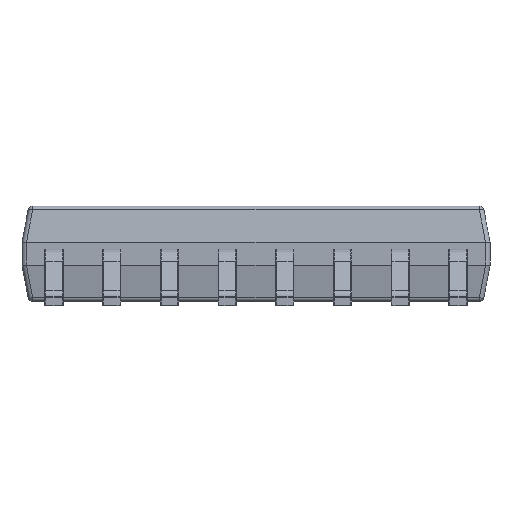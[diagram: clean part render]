
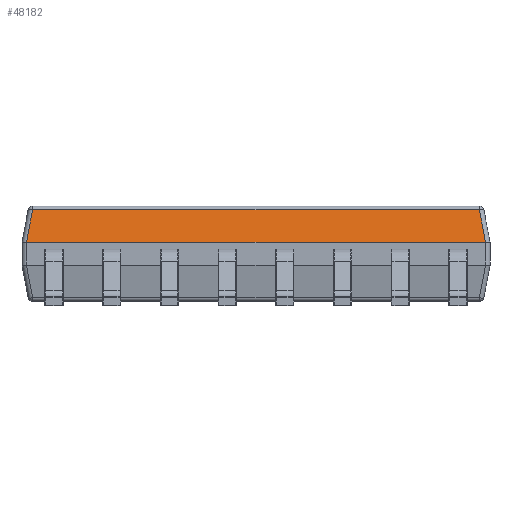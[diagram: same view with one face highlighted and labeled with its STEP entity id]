
A CAD part, front view. The second image highlights one B-rep face of the part: STEP entity #48182.
In plain terms, the highlighted planar face has unit normal (0, -0.983, 0.184).
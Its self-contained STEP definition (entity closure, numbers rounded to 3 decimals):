
#207 = CARTESIAN_POINT ( 'NONE',  ( 5.052, -2.3, 1.4 ) ) ;
#1918 = ORIENTED_EDGE ( 'NONE', *, *, #31678, .T. ) ;
#2108 = VERTEX_POINT ( 'NONE', #10705 ) ;
#2411 = FACE_OUTER_BOUND ( 'NONE', #2690, .T. ) ;
#2690 = EDGE_LOOP ( 'NONE', ( #36202, #1918, #41528, #14413, #47455, #38539 ) ) ;
#2996 = CARTESIAN_POINT ( 'NONE',  ( -5.051, -2.3, 1.4 ) ) ;
#3833 = CARTESIAN_POINT ( 'NONE',  ( -5.05, -2.3, 1.4 ) ) ;
#4336 =( BOUNDED_CURVE ( )  B_SPLINE_CURVE ( 3, ( #21481, #46162, #33536, #207 ),
 .UNSPECIFIED., .F., .F. ) 
 B_SPLINE_CURVE_WITH_KNOTS ( ( 4, 4 ),
 ( 0., 0.017 ),
 .UNSPECIFIED. ) 
 CURVE ( )  GEOMETRIC_REPRESENTATION_ITEM ( )  RATIONAL_B_SPLINE_CURVE ( ( 1., 1., 1., 1. ) ) 
 REPRESENTATION_ITEM ( '' )  );
#4779 = LINE ( 'NONE', #47663, #37642 ) ;
#6679 = PLANE ( 'NONE',  #54256 ) ;
#7731 = EDGE_CURVE ( 'NONE', #21434, #17951, #14589, .T. ) ;
#8261 =( BOUNDED_CURVE ( )  B_SPLINE_CURVE ( 3, ( #16729, #11983, #2996, #3833 ),
 .UNSPECIFIED., .F., .F. ) 
 B_SPLINE_CURVE_WITH_KNOTS ( ( 4, 4 ),
 ( 6.266, 6.283 ),
 .UNSPECIFIED. ) 
 CURVE ( )  GEOMETRIC_REPRESENTATION_ITEM ( )  RATIONAL_B_SPLINE_CURVE ( ( 1., 1., 1., 1. ) ) 
 REPRESENTATION_ITEM ( '' )  );
#10370 = CARTESIAN_POINT ( 'NONE',  ( -4.917, -2.165, 2.118 ) ) ;
#10379 = DIRECTION ( 'NONE',  ( -0.181, 0.181, 0.967 ) ) ;
#10585 = VERTEX_POINT ( 'NONE', #12004 ) ;
#10705 = CARTESIAN_POINT ( 'NONE',  ( -5.052, -2.3, 1.4 ) ) ;
#11893 = EDGE_CURVE ( 'NONE', #36768, #2108, #4779, .T. ) ;
#11983 = CARTESIAN_POINT ( 'NONE',  ( -5.051, -2.3, 1.4 ) ) ;
#12004 = CARTESIAN_POINT ( 'NONE',  ( 5.05, -2.3, 1.4 ) ) ;
#13454 = VECTOR ( 'NONE', #10379, 1000. ) ;
#14413 = ORIENTED_EDGE ( 'NONE', *, *, #40904, .T. ) ;
#14589 = LINE ( 'NONE', #27161, #13454 ) ;
#16064 = DIRECTION ( 'NONE',  ( -1., 0., 0. ) ) ;
#16729 = CARTESIAN_POINT ( 'NONE',  ( -5.052, -2.3, 1.4 ) ) ;
#16914 = DIRECTION ( 'NONE',  ( -1., 0., 0. ) ) ;
#17587 = CARTESIAN_POINT ( 'NONE',  ( -5.05, -2.3, 1.4 ) ) ;
#17951 = VERTEX_POINT ( 'NONE', #52497 ) ;
#19097 = VERTEX_POINT ( 'NONE', #17587 ) ;
#21128 = VECTOR ( 'NONE', #16914, 1000. ) ;
#21434 = VERTEX_POINT ( 'NONE', #26377 ) ;
#21481 = CARTESIAN_POINT ( 'NONE',  ( 5.05, -2.3, 1.4 ) ) ;
#23431 = CARTESIAN_POINT ( 'NONE',  ( 0., -2.15, 2.2 ) ) ;
#26377 = CARTESIAN_POINT ( 'NONE',  ( 5.052, -2.3, 1.4 ) ) ;
#27161 = CARTESIAN_POINT ( 'NONE',  ( 4.741, -1.989, 3.059 ) ) ;
#27623 = DIRECTION ( 'NONE',  ( -1., 0., 0. ) ) ;
#28180 = DIRECTION ( 'NONE',  ( 0., -0.983, 0.184 ) ) ;
#31616 = VECTOR ( 'NONE', #16064, 1000. ) ;
#31678 = EDGE_CURVE ( 'NONE', #10585, #21434, #4336, .T. ) ;
#33417 = LINE ( 'NONE', #50872, #21128 ) ;
#33536 = CARTESIAN_POINT ( 'NONE',  ( 5.051, -2.3, 1.4 ) ) ;
#34705 = DIRECTION ( 'NONE',  ( -0.181, -0.181, -0.967 ) ) ;
#36202 = ORIENTED_EDGE ( 'NONE', *, *, #46880, .F. ) ;
#36768 = VERTEX_POINT ( 'NONE', #10370 ) ;
#37642 = VECTOR ( 'NONE', #34705, 1000. ) ;
#38539 = ORIENTED_EDGE ( 'NONE', *, *, #48921, .T. ) ;
#40904 = EDGE_CURVE ( 'NONE', #17951, #36768, #33417, .T. ) ;
#41528 = ORIENTED_EDGE ( 'NONE', *, *, #7731, .T. ) ;
#46162 = CARTESIAN_POINT ( 'NONE',  ( 5.051, -2.3, 1.4 ) ) ;
#46880 = EDGE_CURVE ( 'NONE', #10585, #19097, #55321, .T. ) ;
#47455 = ORIENTED_EDGE ( 'NONE', *, *, #11893, .T. ) ;
#47663 = CARTESIAN_POINT ( 'NONE',  ( -4.741, -1.989, 3.059 ) ) ;
#48182 = ADVANCED_FACE ( 'NONE', ( #2411 ), #6679, .T. ) ;
#48921 = EDGE_CURVE ( 'NONE', #2108, #19097, #8261, .T. ) ;
#50872 = CARTESIAN_POINT ( 'NONE',  ( 0., -2.165, 2.118 ) ) ;
#52497 = CARTESIAN_POINT ( 'NONE',  ( 4.917, -2.165, 2.118 ) ) ;
#54256 = AXIS2_PLACEMENT_3D ( 'NONE', #23431, #28180, #27623 ) ;
#54491 = CARTESIAN_POINT ( 'NONE',  ( -5.15, -2.3, 1.4 ) ) ;
#55321 = LINE ( 'NONE', #54491, #31616 ) ;
